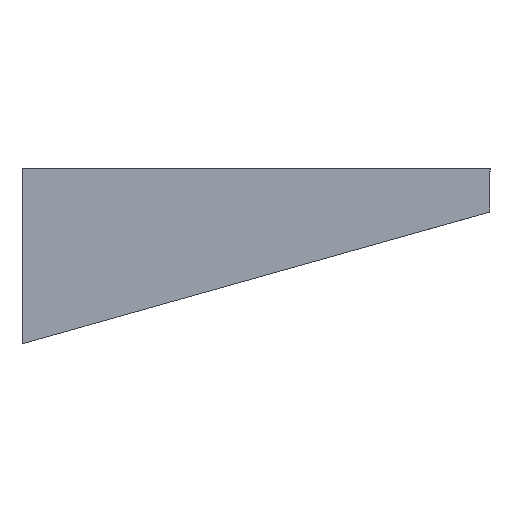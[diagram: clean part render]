
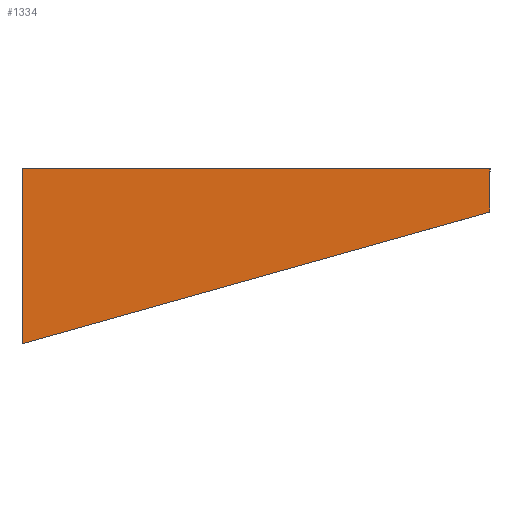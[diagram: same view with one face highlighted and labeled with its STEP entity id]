
A CAD part, top view. The second image highlights one B-rep face of the part: STEP entity #1334.
In plain terms, the highlighted planar face has unit normal (0, 0, 1).
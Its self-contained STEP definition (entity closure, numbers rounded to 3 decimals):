
#34 = ORIENTED_EDGE ( 'NONE', *, *, #1642, .F. ) ;
#56 = DIRECTION ( 'NONE',  ( 0., 0., -1. ) ) ;
#130 = CARTESIAN_POINT ( 'NONE',  ( -2.843, 120., 2. ) ) ;
#163 = CARTESIAN_POINT ( 'NONE',  ( 320., 117.99, 2. ) ) ;
#182 = VERTEX_POINT ( 'NONE', #1754 ) ;
#248 = LINE ( 'NONE', #130, #1962 ) ;
#287 = LINE ( 'NONE', #826, #2065 ) ;
#291 = DIRECTION ( 'NONE',  ( 0.963, 0.271, 0. ) ) ;
#354 = ORIENTED_EDGE ( 'NONE', *, *, #985, .F. ) ;
#394 = PLANE ( 'NONE',  #1743 ) ;
#477 = DIRECTION ( 'NONE',  ( 0., 1., 0. ) ) ;
#485 = DIRECTION ( 'NONE',  ( 0., -1., 0. ) ) ;
#558 = CARTESIAN_POINT ( 'NONE',  ( 0., 0., 2. ) ) ;
#564 = VERTEX_POINT ( 'NONE', #1337 ) ;
#628 = CARTESIAN_POINT ( 'NONE',  ( 320., 90., 2. ) ) ;
#650 = VERTEX_POINT ( 'NONE', #163 ) ;
#826 = CARTESIAN_POINT ( 'NONE',  ( 0., 117.99, 2. ) ) ;
#930 = FACE_OUTER_BOUND ( 'NONE', #2141, .T. ) ;
#985 = EDGE_CURVE ( 'NONE', #1647, #564, #248, .T. ) ;
#996 = CARTESIAN_POINT ( 'NONE',  ( 0., 120., 2. ) ) ;
#1100 = VERTEX_POINT ( 'NONE', #1533 ) ;
#1141 = LINE ( 'NONE', #1343, #2005 ) ;
#1167 = CARTESIAN_POINT ( 'NONE',  ( 320., 120., 2. ) ) ;
#1259 = DIRECTION ( 'NONE',  ( -1., 0., 0. ) ) ;
#1323 = DIRECTION ( 'NONE',  ( 1., 0., 0. ) ) ;
#1334 = ADVANCED_FACE ( 'NONE', ( #930 ), #394, .F. ) ;
#1337 = CARTESIAN_POINT ( 'NONE',  ( 320., 120., 2. ) ) ;
#1343 = CARTESIAN_POINT ( 'NONE',  ( 320., 117.99, 2. ) ) ;
#1359 = VECTOR ( 'NONE', #291, 1000. ) ;
#1533 = CARTESIAN_POINT ( 'NONE',  ( 320., 90., 2. ) ) ;
#1535 = EDGE_CURVE ( 'NONE', #182, #1100, #1819, .T. ) ;
#1571 = ORIENTED_EDGE ( 'NONE', *, *, #1628, .T. ) ;
#1607 = VECTOR ( 'NONE', #2039, 1000. ) ;
#1628 = EDGE_CURVE ( 'NONE', #1100, #650, #2169, .T. ) ;
#1642 = EDGE_CURVE ( 'NONE', #182, #1647, #287, .T. ) ;
#1647 = VERTEX_POINT ( 'NONE', #996 ) ;
#1655 = EDGE_CURVE ( 'NONE', #564, #650, #1141, .T. ) ;
#1731 = ORIENTED_EDGE ( 'NONE', *, *, #1655, .F. ) ;
#1743 = AXIS2_PLACEMENT_3D ( 'NONE', #558, #56, #1259 ) ;
#1754 = CARTESIAN_POINT ( 'NONE',  ( 0., 0., 2. ) ) ;
#1819 = LINE ( 'NONE', #628, #1359 ) ;
#1891 = ORIENTED_EDGE ( 'NONE', *, *, #1535, .T. ) ;
#1962 = VECTOR ( 'NONE', #1323, 1000. ) ;
#2005 = VECTOR ( 'NONE', #485, 1000. ) ;
#2039 = DIRECTION ( 'NONE',  ( 0., 1., 0. ) ) ;
#2065 = VECTOR ( 'NONE', #477, 1000. ) ;
#2141 = EDGE_LOOP ( 'NONE', ( #34, #1891, #1571, #1731, #354 ) ) ;
#2169 = LINE ( 'NONE', #1167, #1607 ) ;
